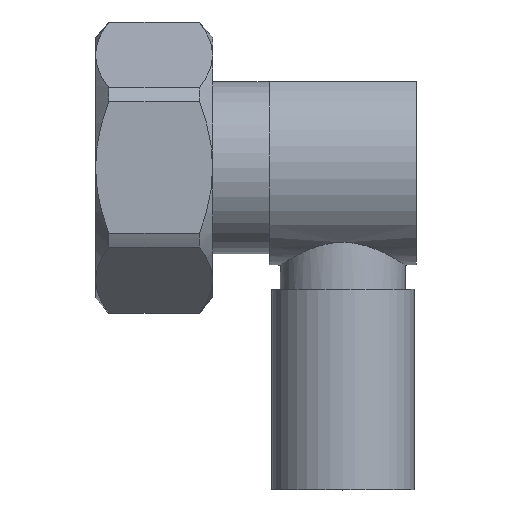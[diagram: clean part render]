
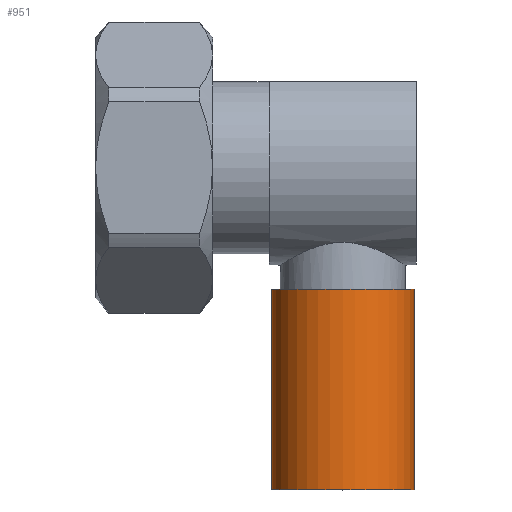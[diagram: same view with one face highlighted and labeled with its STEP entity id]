
A CAD part, top view. The second image highlights one B-rep face of the part: STEP entity #951.
In plain terms, the highlighted cylindrical face has radius 8.7 mm (diameter 17.4 mm), a full revolution.
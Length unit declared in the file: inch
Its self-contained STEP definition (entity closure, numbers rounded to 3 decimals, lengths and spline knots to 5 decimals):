
#332 = ORIENTED_EDGE ( 'NONE', *, *, #2864, .F. ) ;
#416 = CARTESIAN_POINT ( 'NONE',  ( 1.18898, -1.54957, 0. ) ) ;
#692 = EDGE_LOOP ( 'NONE', ( #332 ) ) ;
#842 = ORIENTED_EDGE ( 'NONE', *, *, #2904, .T. ) ;
#951 = ADVANCED_FACE ( 'NONE', ( #1939, #1988 ), #2194, .T. ) ;
#1212 = DIRECTION ( 'NONE',  ( 0., 0., -1. ) ) ;
#1521 = CIRCLE ( 'NONE', #2659, 0.34252 ) ;
#1684 = AXIS2_PLACEMENT_3D ( 'NONE', #3028, #2790, #1212 ) ;
#1787 = VERTEX_POINT ( 'NONE', #2365 ) ;
#1806 = VERTEX_POINT ( 'NONE', #1853 ) ;
#1853 = CARTESIAN_POINT ( 'NONE',  ( 1.18898, -0.585, -0.34252 ) ) ;
#1939 = FACE_OUTER_BOUND ( 'NONE', #692, .T. ) ;
#1968 = DIRECTION ( 'NONE',  ( 0., 0., -1. ) ) ;
#1988 = FACE_OUTER_BOUND ( 'NONE', #2277, .T. ) ;
#2025 = AXIS2_PLACEMENT_3D ( 'NONE', #416, #2174, #3208 ) ;
#2174 = DIRECTION ( 'NONE',  ( 0., 1., 0. ) ) ;
#2194 = CYLINDRICAL_SURFACE ( 'NONE', #2025, 0.34252 ) ;
#2277 = EDGE_LOOP ( 'NONE', ( #842 ) ) ;
#2365 = CARTESIAN_POINT ( 'NONE',  ( 1.18898, -1.54957, -0.34252 ) ) ;
#2458 = CARTESIAN_POINT ( 'NONE',  ( 1.18898, -0.585, 0. ) ) ;
#2659 = AXIS2_PLACEMENT_3D ( 'NONE', #2458, #3008, #1968 ) ;
#2719 = CIRCLE ( 'NONE', #1684, 0.34252 ) ;
#2790 = DIRECTION ( 'NONE',  ( 0., -1., 0. ) ) ;
#2864 = EDGE_CURVE ( 'NONE', #1787, #1787, #2719, .T. ) ;
#2904 = EDGE_CURVE ( 'NONE', #1806, #1806, #1521, .T. ) ;
#3008 = DIRECTION ( 'NONE',  ( 0., -1., 0. ) ) ;
#3028 = CARTESIAN_POINT ( 'NONE',  ( 1.18898, -1.54957, 0. ) ) ;
#3208 = DIRECTION ( 'NONE',  ( 0., 0., 1. ) ) ;
